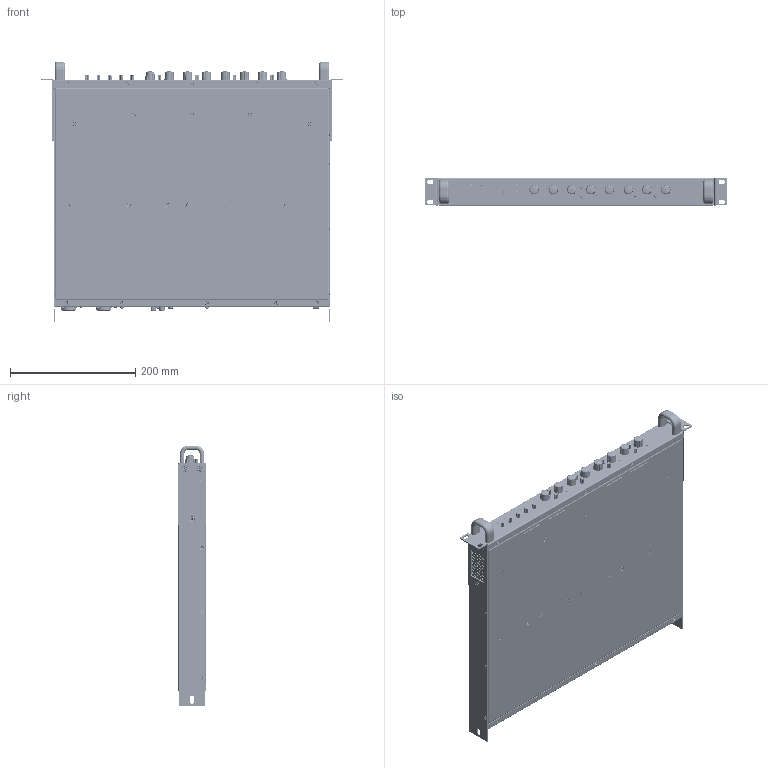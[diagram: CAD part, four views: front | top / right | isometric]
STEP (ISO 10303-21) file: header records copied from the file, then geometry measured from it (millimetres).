
FILE_DESCRIPTION (( 'STEP AP214' ), '1' );
FILE_NAME ('MZ-140Q - Full Assembly.STEP', '2023-03-30T14:48:32', ( '' ), ( '' ), 'SwSTEP 2.0', 'SolidWorks 2022', '' );
FILE_SCHEMA (( 'AUTOMOTIVE_DESIGN' ));
Length unit declared in the file: millimetre
Products named in the file (1): MZ-140Q - Full Assembly
Bounding box: 482.6 x 43.7 x 416.49 mm (x, y, z)
Volume: 6755088.9 mm3; surface area: 868117.9 mm2
Topology: 16 solids, 54 shells, 8525 faces, 22194 edges, 13873 vertices
Faces by surface type: plane 4277, bspline 1786, cylinder 1079, cone 781, torus 506, sphere 96
Entity records: 427510 total; most frequent: CARTESIAN_POINT 205595, ORIENTED_EDGE 43932, DIRECTION 33753, EDGE_CURVE 21966, VERTEX_POINT 13871, AXIS2_PLACEMENT_3D 12173, LINE 9407, VECTOR 9407
